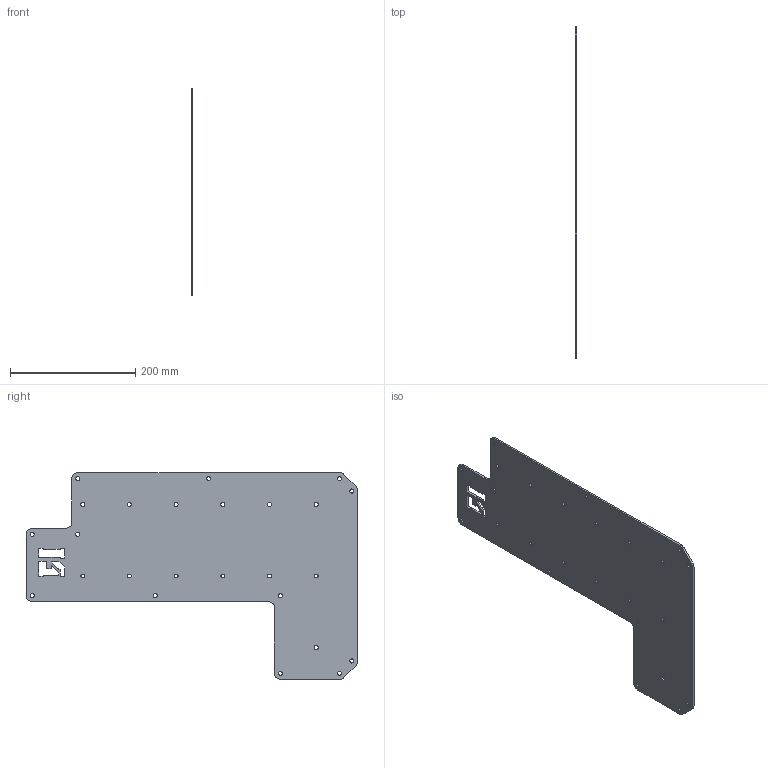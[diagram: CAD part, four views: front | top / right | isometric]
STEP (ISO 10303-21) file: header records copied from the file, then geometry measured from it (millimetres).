
FILE_DESCRIPTION(/* description */ (''),/* implementation_level */ '2;1');
FILE_NAME(/* name */ 'Control Panel-Left.step',/* time_stamp */ '2022-11-02T15:53:42-05:00',/* author */ (''),/* organization */ (''),/* preprocessor_version */ 'ST-DEVELOPER v19.2',/* originating_system */ 'Autodesk Translation Framework v11.17.0.187',/* authorisation */ '');
FILE_SCHEMA (('AUTOMOTIVE_DESIGN { 1 0 10303 214 3 1 1 }'));
Length unit declared in the file: millimetre
Products named in the file (1): FusionComponent
Bounding box: 3.17 x 530.23 x 330.2 mm (x, y, z)
Volume: 369985.7 mm3; surface area: 240960.8 mm2
Topology: 1 solids, 1 shells, 76 faces, 222 edges, 148 vertices
Faces by surface type: plane 41, cylinder 35
Full cylindrical faces by diameter (mm): 6.35 x13, 6.604 x12
Entity records: 2697 total; most frequent: CARTESIAN_POINT 447, DIRECTION 446, ORIENTED_EDGE 444, EDGE_CURVE 222, LINE 152, VECTOR 152, VERTEX_POINT 148, AXIS2_PLACEMENT_3D 147
